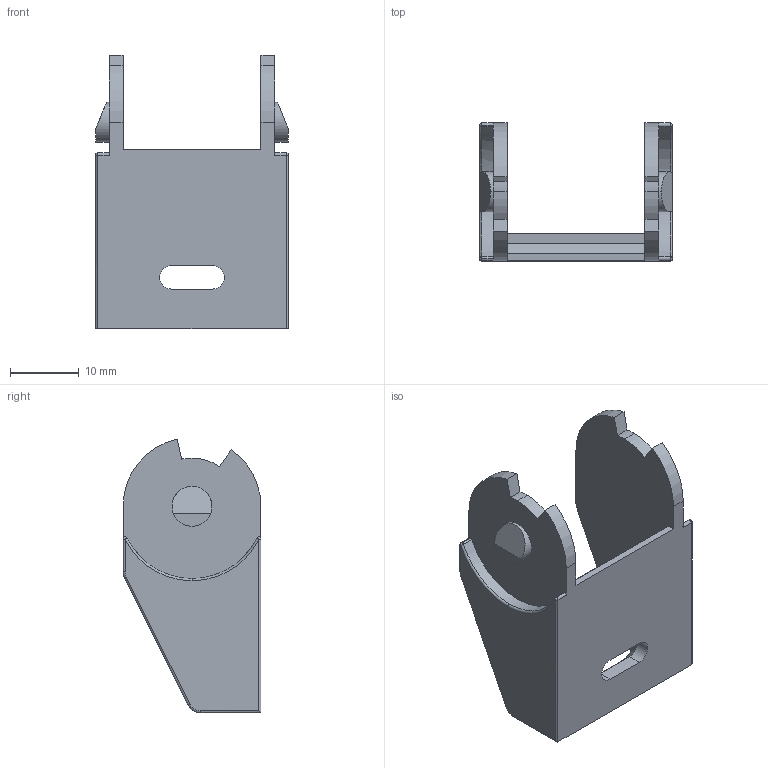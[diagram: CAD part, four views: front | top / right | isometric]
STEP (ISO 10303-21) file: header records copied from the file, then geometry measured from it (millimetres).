
FILE_DESCRIPTION (( 'STEP AP214' ), '1' );
FILE_NAME ('HW90119--STD--Chain Link End 20x15.STEP', '2025-01-16T11:43:44', ( '' ), ( '' ), 'SwSTEP 2.0', 'SolidWorks 2024', '' );
FILE_SCHEMA (( 'AUTOMOTIVE_DESIGN' ));
Length unit declared in the file: millimetre
Products named in the file (1): HW90119--STD--Chain Link End 20x15
Bounding box: 28 x 20 x 39.77 mm (x, y, z)
Volume: 5562.2 mm3; surface area: 4340.1 mm2
Topology: 1 solids, 1 shells, 78 faces, 199 edges, 121 vertices
Faces by surface type: cylinder 35, plane 29, torus 8, sphere 4, cone 2
Entity records: 2353 total; most frequent: DIRECTION 430, CARTESIAN_POINT 413, ORIENTED_EDGE 390, EDGE_CURVE 195, AXIS2_PLACEMENT_3D 162, VERTEX_POINT 121, LINE 106, VECTOR 106
